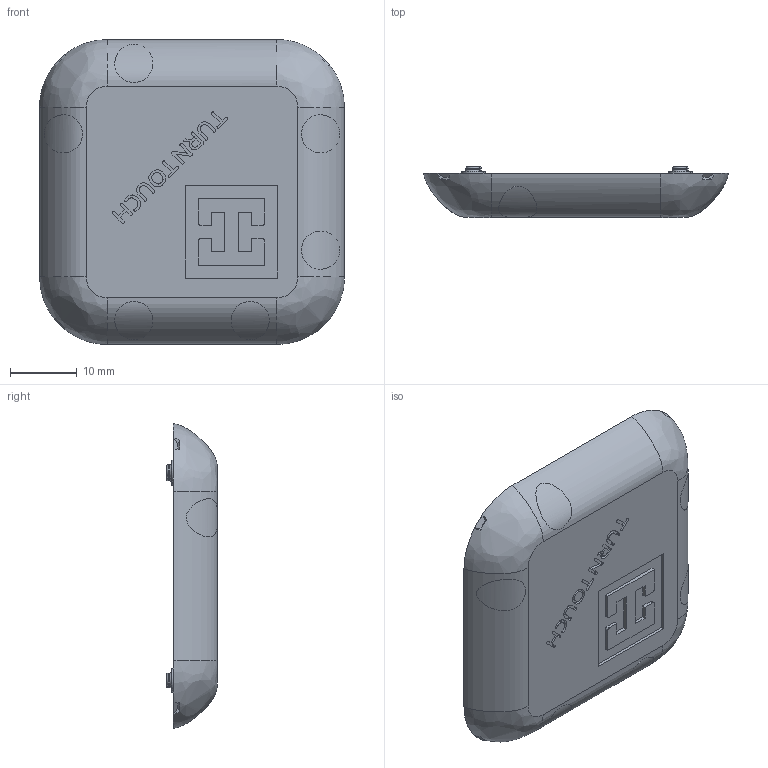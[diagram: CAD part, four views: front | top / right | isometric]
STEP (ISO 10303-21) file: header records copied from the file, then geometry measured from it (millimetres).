
FILE_DESCRIPTION(/* description */ (''),/* implementation_level */ '2;1');
FILE_NAME(/* name */ 'Remote Bottom.stp',/* time_stamp */ '2015-08-21T11:00:42-07:00',/* author */ ('Sam Clay'),/* organization */ (''),/* preprocessor_version */ 'ST-DEVELOPER v16.1',/* originating_system */ 'Autodesk Inventor 2016',/* authorisation */ '');
FILE_SCHEMA (('AUTOMOTIVE_DESIGN { 1 0 10303 214 3 1 1 }'));
Length unit declared in the file: inch
Products named in the file (1): Remote Bottom
Bounding box: 45.69 x 7.62 x 45.69 mm (x, y, z)
Volume: 3976.6 mm3; surface area: 6534.8 mm2
Topology: 7 solids, 7 shells, 821 faces, 2099 edges, 1335 vertices
Faces by surface type: plane 335, bspline 303, cylinder 106, sphere 40, torus 33, cone 4
Full cylindrical faces by diameter (mm): 1.981 x4, 3.175 x6, 5.715 x6
Entity records: 31822 total; most frequent: CARTESIAN_POINT 14464, ORIENTED_EDGE 4090, DIRECTION 2576, EDGE_CURVE 2045, VERTEX_POINT 1325, LINE 994, VECTOR 994, EDGE_LOOP 908
